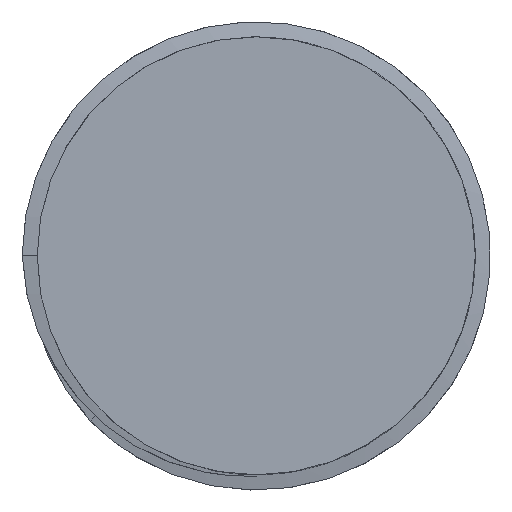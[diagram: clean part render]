
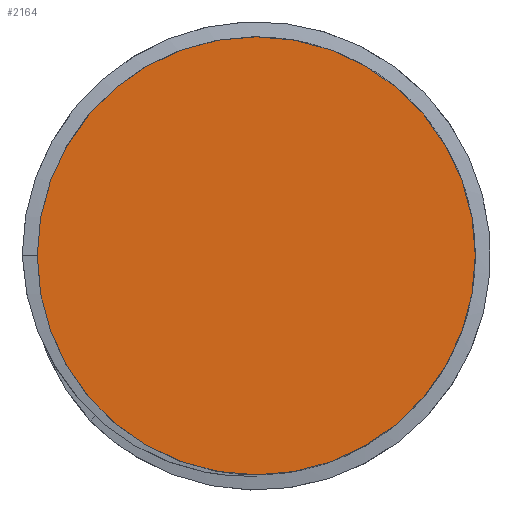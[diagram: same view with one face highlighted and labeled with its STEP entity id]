
A CAD part, top view. The second image highlights one B-rep face of the part: STEP entity #2164.
In plain terms, the highlighted face is planar.
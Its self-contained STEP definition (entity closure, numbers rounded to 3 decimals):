
#384 = CYLINDRICAL_SURFACE('',#385,17.251);
#385 = AXIS2_PLACEMENT_3D('',#386,#387,#388);
#386 = CARTESIAN_POINT('',(0.,0.,0.));
#387 = DIRECTION('',(0.,0.,1.));
#388 = DIRECTION('',(1.,0.,0.));
#1480 = VERTEX_POINT('',#1481);
#1481 = CARTESIAN_POINT('',(17.251,0.,0.));
#1502 = EDGE_CURVE('',#1480,#1480,#1503,.T.);
#1503 = SURFACE_CURVE('',#1504,(#1509,#1516),.PCURVE_S1.);
#1504 = CIRCLE('',#1505,17.251);
#1505 = AXIS2_PLACEMENT_3D('',#1506,#1507,#1508);
#1506 = CARTESIAN_POINT('',(0.,0.,0.));
#1507 = DIRECTION('',(0.,0.,1.));
#1508 = DIRECTION('',(1.,0.,0.));
#1509 = PCURVE('',#384,#1510);
#1510 = DEFINITIONAL_REPRESENTATION('',(#1511),#1515);
#1511 = LINE('',#1512,#1513);
#1512 = CARTESIAN_POINT('',(0.,0.));
#1513 = VECTOR('',#1514,1.);
#1514 = DIRECTION('',(1.,0.));
#1515 = ( GEOMETRIC_REPRESENTATION_CONTEXT(2) 
PARAMETRIC_REPRESENTATION_CONTEXT() REPRESENTATION_CONTEXT('2D SPACE',''
  ) );
#1516 = PCURVE('',#1517,#1522);
#1517 = PLANE('',#1518);
#1518 = AXIS2_PLACEMENT_3D('',#1519,#1520,#1521);
#1519 = CARTESIAN_POINT('',(0.,0.,0.));
#1520 = DIRECTION('',(0.,0.,1.));
#1521 = DIRECTION('',(1.,0.,0.));
#1522 = DEFINITIONAL_REPRESENTATION('',(#1523),#1527);
#1523 = CIRCLE('',#1524,17.251);
#1524 = AXIS2_PLACEMENT_2D('',#1525,#1526);
#1525 = CARTESIAN_POINT('',(0.,0.));
#1526 = DIRECTION('',(1.,0.));
#1527 = ( GEOMETRIC_REPRESENTATION_CONTEXT(2) 
PARAMETRIC_REPRESENTATION_CONTEXT() REPRESENTATION_CONTEXT('2D SPACE',''
  ) );
#2164 = ADVANCED_FACE('',(#2165),#1517,.F.);
#2165 = FACE_BOUND('',#2166,.T.);
#2166 = EDGE_LOOP('',(#2167));
#2167 = ORIENTED_EDGE('',*,*,#1502,.F.);
